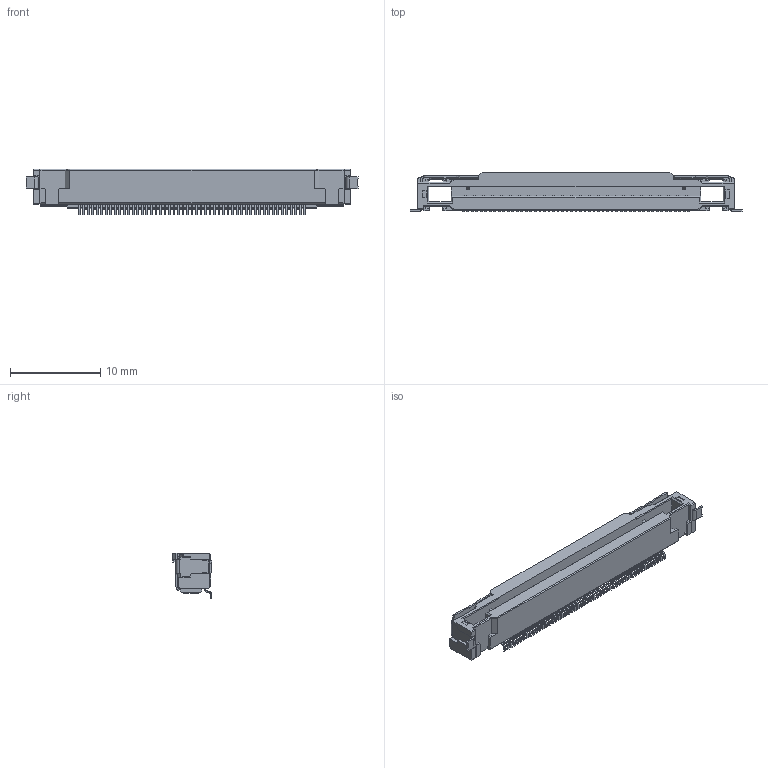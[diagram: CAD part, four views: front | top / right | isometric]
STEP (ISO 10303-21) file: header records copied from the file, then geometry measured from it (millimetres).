
FILE_DESCRIPTION (( 'STEP AP203' ), '1' );
FILE_NAME ('HF507S-51-03.STEP', '2013-09-06T01:17:38', ( 'HP-Z400' ), ( 'Hewlett-Packard Company' ), 'SwSTEP 2.0', 'SolidWorks 2010', '' );
FILE_SCHEMA (( 'CONFIG_CONTROL_DESIGN' ));
Length unit declared in the file: millimetre
Products named in the file (1): HF507S-51-03
Bounding box: 36.8 x 4.35 x 5.05 mm (x, y, z)
Volume: 418.9 mm3; surface area: 1125.9 mm2
Topology: 1 solids, 1 shells, 2662 faces, 6600 edges, 4048 vertices
Faces by surface type: plane 2110, cylinder 407, bspline 121, torus 24
Entity records: 77979 total; most frequent: CARTESIAN_POINT 15766, ORIENTED_EDGE 13200, DIRECTION 12092, EDGE_CURVE 6600, VECTOR 5280, LINE 5280, VERTEX_POINT 4048, AXIS2_PLACEMENT_3D 3406
